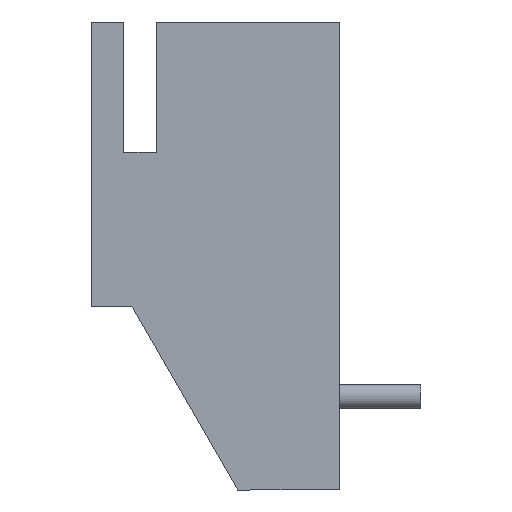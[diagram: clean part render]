
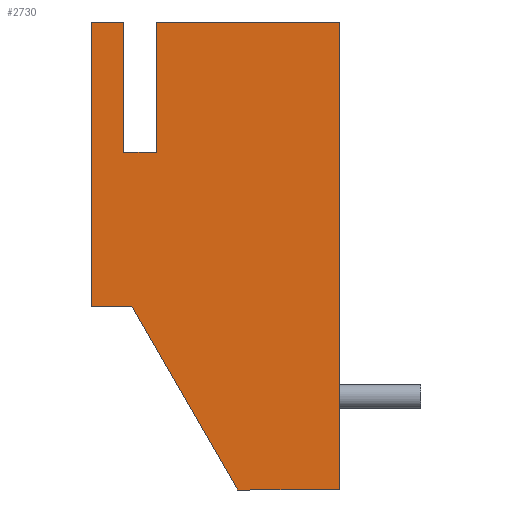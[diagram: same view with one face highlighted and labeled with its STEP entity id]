
A CAD part, left-side view. The second image highlights one B-rep face of the part: STEP entity #2730.
In plain terms, the highlighted planar face has unit normal (-1, 0, 0).
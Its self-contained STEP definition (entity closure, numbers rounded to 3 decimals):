
#32 = LINE ( 'NONE', #4577, #4626 ) ;
#53 = DIRECTION ( 'NONE',  ( 0., -1., 0. ) ) ;
#107 = VERTEX_POINT ( 'NONE', #4893 ) ;
#150 = VERTEX_POINT ( 'NONE', #5100 ) ;
#164 = VECTOR ( 'NONE', #5566, 1000. ) ;
#169 = VECTOR ( 'NONE', #5708, 1000. ) ;
#264 = EDGE_CURVE ( 'NONE', #3627, #1993, #5161, .T. ) ;
#317 = VECTOR ( 'NONE', #957, 1000. ) ;
#360 = CARTESIAN_POINT ( 'NONE',  ( 0., 5.3, -3.2 ) ) ;
#361 = EDGE_CURVE ( 'NONE', #5464, #3934, #5361, .T. ) ;
#382 = CARTESIAN_POINT ( 'NONE',  ( 0., 6.1, 0. ) ) ;
#428 = VERTEX_POINT ( 'NONE', #360 ) ;
#455 = CARTESIAN_POINT ( 'NONE',  ( 0., 2.5, -11.5 ) ) ;
#529 = VECTOR ( 'NONE', #1119, 1000. ) ;
#607 = EDGE_CURVE ( 'NONE', #3934, #150, #32, .T. ) ;
#677 = CARTESIAN_POINT ( 'NONE',  ( 0., 0., -11.5 ) ) ;
#782 = ORIENTED_EDGE ( 'NONE', *, *, #5726, .T. ) ;
#844 = ORIENTED_EDGE ( 'NONE', *, *, #3671, .T. ) ;
#957 = DIRECTION ( 'NONE',  ( 0., 0., 1. ) ) ;
#1020 = CARTESIAN_POINT ( 'NONE',  ( 0., 4.5, -3.2 ) ) ;
#1119 = DIRECTION ( 'NONE',  ( 0., -1., 0. ) ) ;
#1166 = PLANE ( 'NONE',  #2864 ) ;
#1210 = ORIENTED_EDGE ( 'NONE', *, *, #5657, .F. ) ;
#1516 = CARTESIAN_POINT ( 'NONE',  ( 0., 5.3, 0. ) ) ;
#1544 = VECTOR ( 'NONE', #53, 1000. ) ;
#1849 = EDGE_CURVE ( 'NONE', #3627, #107, #3327, .T. ) ;
#1992 = LINE ( 'NONE', #2460, #2863 ) ;
#1993 = VERTEX_POINT ( 'NONE', #5565 ) ;
#2001 = DIRECTION ( 'NONE',  ( 0., -1., 0. ) ) ;
#2042 = CARTESIAN_POINT ( 'NONE',  ( 0., 6.1, 0. ) ) ;
#2200 = CARTESIAN_POINT ( 'NONE',  ( 0., 6.1, -11.5 ) ) ;
#2400 = LINE ( 'NONE', #1516, #164 ) ;
#2460 = CARTESIAN_POINT ( 'NONE',  ( 0., 5.1, -7. ) ) ;
#2585 = DIRECTION ( 'NONE',  ( 1., 0., 0. ) ) ;
#2730 = ADVANCED_FACE ( 'NONE', ( #5298 ), #1166, .F. ) ;
#2863 = VECTOR ( 'NONE', #4233, 1000. ) ;
#2864 = AXIS2_PLACEMENT_3D ( 'NONE', #382, #2585, #4353 ) ;
#2918 = CARTESIAN_POINT ( 'NONE',  ( 0., 6.1, -7. ) ) ;
#3031 = ORIENTED_EDGE ( 'NONE', *, *, #361, .T. ) ;
#3067 = DIRECTION ( 'NONE',  ( 0., -1., 0. ) ) ;
#3078 = VERTEX_POINT ( 'NONE', #5350 ) ;
#3145 = DIRECTION ( 'NONE',  ( 0., 1., 0. ) ) ;
#3146 = ORIENTED_EDGE ( 'NONE', *, *, #3820, .T. ) ;
#3249 = CARTESIAN_POINT ( 'NONE',  ( 0., 5.3, 0. ) ) ;
#3294 = ORIENTED_EDGE ( 'NONE', *, *, #264, .T. ) ;
#3311 = LINE ( 'NONE', #2042, #529 ) ;
#3327 = LINE ( 'NONE', #5069, #317 ) ;
#3462 = VERTEX_POINT ( 'NONE', #3249 ) ;
#3582 = CARTESIAN_POINT ( 'NONE',  ( 0., 6.1, 0. ) ) ;
#3627 = VERTEX_POINT ( 'NONE', #4913 ) ;
#3671 = EDGE_CURVE ( 'NONE', #3078, #428, #4479, .T. ) ;
#3694 = LINE ( 'NONE', #3582, #1544 ) ;
#3696 = EDGE_CURVE ( 'NONE', #5008, #150, #3694, .T. ) ;
#3751 = ORIENTED_EDGE ( 'NONE', *, *, #3696, .F. ) ;
#3820 = EDGE_CURVE ( 'NONE', #1993, #5464, #1992, .T. ) ;
#3934 = VERTEX_POINT ( 'NONE', #677 ) ;
#3951 = VECTOR ( 'NONE', #2001, 1000. ) ;
#4087 = ORIENTED_EDGE ( 'NONE', *, *, #1849, .F. ) ;
#4162 = EDGE_LOOP ( 'NONE', ( #782, #844, #5052, #1210, #4087, #3294, #3146, #3031, #5561, #3751 ) ) ;
#4233 = DIRECTION ( 'NONE',  ( 0., -0.5, -0.866 ) ) ;
#4274 = VECTOR ( 'NONE', #3145, 1000. ) ;
#4353 = DIRECTION ( 'NONE',  ( 0., 0., -1. ) ) ;
#4373 = LINE ( 'NONE', #5732, #169 ) ;
#4479 = LINE ( 'NONE', #1020, #4274 ) ;
#4526 = CARTESIAN_POINT ( 'NONE',  ( 0., 4.5, 0. ) ) ;
#4577 = CARTESIAN_POINT ( 'NONE',  ( 0., 0., 0. ) ) ;
#4626 = VECTOR ( 'NONE', #4878, 1000. ) ;
#4878 = DIRECTION ( 'NONE',  ( 0., 0., 1. ) ) ;
#4893 = CARTESIAN_POINT ( 'NONE',  ( 0., 6.1, 0. ) ) ;
#4913 = CARTESIAN_POINT ( 'NONE',  ( 0., 6.1, -7. ) ) ;
#5008 = VERTEX_POINT ( 'NONE', #4526 ) ;
#5052 = ORIENTED_EDGE ( 'NONE', *, *, #5122, .F. ) ;
#5069 = CARTESIAN_POINT ( 'NONE',  ( 0., 6.1, 0. ) ) ;
#5100 = CARTESIAN_POINT ( 'NONE',  ( 0., 0., 0. ) ) ;
#5122 = EDGE_CURVE ( 'NONE', #3462, #428, #2400, .T. ) ;
#5161 = LINE ( 'NONE', #2918, #3951 ) ;
#5275 = VECTOR ( 'NONE', #3067, 1000. ) ;
#5298 = FACE_OUTER_BOUND ( 'NONE', #4162, .T. ) ;
#5350 = CARTESIAN_POINT ( 'NONE',  ( 0., 4.5, -3.2 ) ) ;
#5361 = LINE ( 'NONE', #2200, #5275 ) ;
#5464 = VERTEX_POINT ( 'NONE', #455 ) ;
#5561 = ORIENTED_EDGE ( 'NONE', *, *, #607, .T. ) ;
#5565 = CARTESIAN_POINT ( 'NONE',  ( 0., 5.1, -7. ) ) ;
#5566 = DIRECTION ( 'NONE',  ( 0., 0., -1. ) ) ;
#5657 = EDGE_CURVE ( 'NONE', #107, #3462, #3311, .T. ) ;
#5708 = DIRECTION ( 'NONE',  ( 0., 0., -1. ) ) ;
#5726 = EDGE_CURVE ( 'NONE', #5008, #3078, #4373, .T. ) ;
#5732 = CARTESIAN_POINT ( 'NONE',  ( 0., 4.5, 0. ) ) ;
